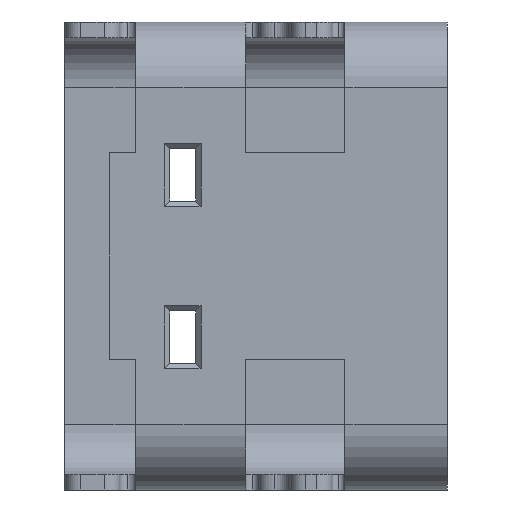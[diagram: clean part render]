
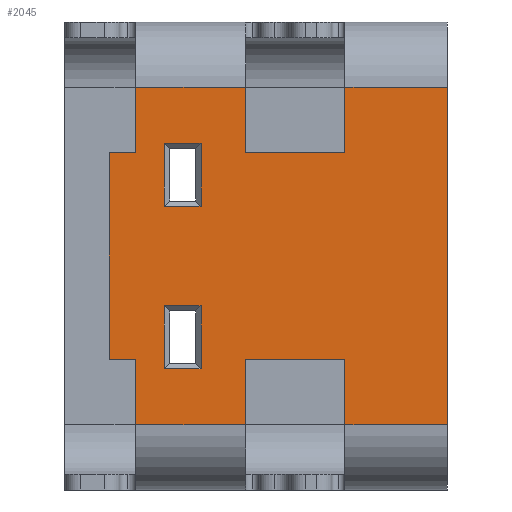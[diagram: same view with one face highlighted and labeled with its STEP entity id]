
A CAD part, front view. The second image highlights one B-rep face of the part: STEP entity #2045.
In plain terms, the highlighted planar face has unit normal (0, -1, 0).
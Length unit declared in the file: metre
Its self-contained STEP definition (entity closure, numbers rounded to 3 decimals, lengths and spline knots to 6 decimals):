
#188=ORIENTED_EDGE('',*,*,#808,.T.);
#189=ORIENTED_EDGE('',*,*,#809,.T.);
#190=ORIENTED_EDGE('',*,*,#810,.T.);
#191=ORIENTED_EDGE('',*,*,#811,.T.);
#192=ORIENTED_EDGE('',*,*,#812,.T.);
#193=ORIENTED_EDGE('',*,*,#813,.T.);
#194=ORIENTED_EDGE('',*,*,#814,.T.);
#195=ORIENTED_EDGE('',*,*,#815,.T.);
#196=ORIENTED_EDGE('',*,*,#816,.F.);
#197=ORIENTED_EDGE('',*,*,#817,.F.);
#198=ORIENTED_EDGE('',*,*,#818,.F.);
#199=ORIENTED_EDGE('',*,*,#819,.T.);
#200=ORIENTED_EDGE('',*,*,#820,.T.);
#201=ORIENTED_EDGE('',*,*,#821,.T.);
#202=ORIENTED_EDGE('',*,*,#822,.F.);
#203=ORIENTED_EDGE('',*,*,#823,.F.);
#204=ORIENTED_EDGE('',*,*,#824,.T.);
#205=ORIENTED_EDGE('',*,*,#825,.F.);
#206=ORIENTED_EDGE('',*,*,#826,.T.);
#207=ORIENTED_EDGE('',*,*,#827,.T.);
#208=ORIENTED_EDGE('',*,*,#828,.F.);
#209=ORIENTED_EDGE('',*,*,#829,.F.);
#210=ORIENTED_EDGE('',*,*,#830,.T.);
#211=ORIENTED_EDGE('',*,*,#831,.F.);
#808=EDGE_CURVE('',#1116,#1117,#1296,.T.);
#809=EDGE_CURVE('',#1117,#1118,#1297,.T.);
#810=EDGE_CURVE('',#1118,#1119,#1298,.T.);
#811=EDGE_CURVE('',#1119,#1116,#1299,.T.);
#812=EDGE_CURVE('',#1120,#1121,#1300,.T.);
#813=EDGE_CURVE('',#1121,#1122,#1301,.T.);
#814=EDGE_CURVE('',#1122,#1123,#1302,.T.);
#815=EDGE_CURVE('',#1123,#1120,#1303,.T.);
#816=EDGE_CURVE('',#1124,#1125,#1304,.T.);
#817=EDGE_CURVE('',#1126,#1124,#1305,.T.);
#818=EDGE_CURVE('',#1127,#1126,#1306,.T.);
#819=EDGE_CURVE('',#1127,#1128,#1307,.T.);
#820=EDGE_CURVE('',#1128,#1129,#1308,.F.);
#821=EDGE_CURVE('',#1129,#1130,#1309,.T.);
#822=EDGE_CURVE('',#1131,#1130,#1310,.T.);
#823=EDGE_CURVE('',#1132,#1131,#1311,.T.);
#824=EDGE_CURVE('',#1132,#1133,#1312,.F.);
#825=EDGE_CURVE('',#1134,#1133,#1313,.T.);
#826=EDGE_CURVE('',#1134,#1135,#1314,.T.);
#827=EDGE_CURVE('',#1135,#1136,#1315,.T.);
#828=EDGE_CURVE('',#1137,#1136,#1316,.T.);
#829=EDGE_CURVE('',#1138,#1137,#1317,.T.);
#830=EDGE_CURVE('',#1138,#1139,#1318,.T.);
#831=EDGE_CURVE('',#1125,#1139,#1319,.T.);
#1116=VERTEX_POINT('',#3071);
#1117=VERTEX_POINT('',#3072);
#1118=VERTEX_POINT('',#3074);
#1119=VERTEX_POINT('',#3076);
#1120=VERTEX_POINT('',#3079);
#1121=VERTEX_POINT('',#3080);
#1122=VERTEX_POINT('',#3082);
#1123=VERTEX_POINT('',#3084);
#1124=VERTEX_POINT('',#3087);
#1125=VERTEX_POINT('',#3088);
#1126=VERTEX_POINT('',#3090);
#1127=VERTEX_POINT('',#3092);
#1128=VERTEX_POINT('',#3094);
#1129=VERTEX_POINT('',#3096);
#1130=VERTEX_POINT('',#3098);
#1131=VERTEX_POINT('',#3100);
#1132=VERTEX_POINT('',#3102);
#1133=VERTEX_POINT('',#3104);
#1134=VERTEX_POINT('',#3106);
#1135=VERTEX_POINT('',#3108);
#1136=VERTEX_POINT('',#3110);
#1137=VERTEX_POINT('',#3112);
#1138=VERTEX_POINT('',#3114);
#1139=VERTEX_POINT('',#3116);
#1296=LINE('',#3070,#1532);
#1297=LINE('',#3073,#1533);
#1298=LINE('',#3075,#1534);
#1299=LINE('',#3077,#1535);
#1300=LINE('',#3078,#1536);
#1301=LINE('',#3081,#1537);
#1302=LINE('',#3083,#1538);
#1303=LINE('',#3085,#1539);
#1304=LINE('',#3086,#1540);
#1305=LINE('',#3089,#1541);
#1306=LINE('',#3091,#1542);
#1307=LINE('',#3093,#1543);
#1308=LINE('',#3095,#1544);
#1309=LINE('',#3097,#1545);
#1310=LINE('',#3099,#1546);
#1311=LINE('',#3101,#1547);
#1312=LINE('',#3103,#1548);
#1313=LINE('',#3105,#1549);
#1314=LINE('',#3107,#1550);
#1315=LINE('',#3109,#1551);
#1316=LINE('',#3111,#1552);
#1317=LINE('',#3113,#1553);
#1318=LINE('',#3115,#1554);
#1319=LINE('',#3117,#1555);
#1532=VECTOR('',#2440,1.);
#1533=VECTOR('',#2441,1.);
#1534=VECTOR('',#2442,1.);
#1535=VECTOR('',#2443,1.);
#1536=VECTOR('',#2444,1.);
#1537=VECTOR('',#2445,1.);
#1538=VECTOR('',#2446,1.);
#1539=VECTOR('',#2447,1.);
#1540=VECTOR('',#2448,1.);
#1541=VECTOR('',#2449,1.);
#1542=VECTOR('',#2450,1.);
#1543=VECTOR('',#2451,1.);
#1544=VECTOR('',#2452,1.);
#1545=VECTOR('',#2453,1.);
#1546=VECTOR('',#2454,1.);
#1547=VECTOR('',#2455,1.);
#1548=VECTOR('',#2456,1.);
#1549=VECTOR('',#2457,1.);
#1550=VECTOR('',#2458,1.);
#1551=VECTOR('',#2459,1.);
#1552=VECTOR('',#2460,1.);
#1553=VECTOR('',#2461,1.);
#1554=VECTOR('',#2462,1.);
#1555=VECTOR('',#2463,1.);
#1740=EDGE_LOOP('',(#188,#189,#190,#191));
#1741=EDGE_LOOP('',(#192,#193,#194,#195));
#1742=EDGE_LOOP('',(#196,#197,#198,#199,#200,#201,#202,#203,#204,#205,#206,
#207,#208,#209,#210,#211));
#1858=FACE_BOUND('',#1740,.T.);
#1859=FACE_BOUND('',#1741,.T.);
#1860=FACE_BOUND('',#1742,.T.);
#1976=PLANE('',#2191);
#2045=ADVANCED_FACE('',(#1858,#1859,#1860),#1976,.F.);
#2191=AXIS2_PLACEMENT_3D('',#3069,#2438,#2439);
#2438=DIRECTION('',(0.,1.,0.));
#2439=DIRECTION('',(0.,0.,1.));
#2440=DIRECTION('',(-1.,0.,0.));
#2441=DIRECTION('',(0.,0.,1.));
#2442=DIRECTION('',(1.,0.,0.));
#2443=DIRECTION('',(0.,0.,-1.));
#2444=DIRECTION('',(0.,0.,-1.));
#2445=DIRECTION('',(-1.,0.,0.));
#2446=DIRECTION('',(0.,0.,1.));
#2447=DIRECTION('',(1.,0.,0.));
#2448=DIRECTION('',(1.,0.,0.));
#2449=DIRECTION('',(0.,0.,1.));
#2450=DIRECTION('',(-1.,0.,0.));
#2451=DIRECTION('',(0.,0.,-1.));
#2452=DIRECTION('',(-1.,0.,0.));
#2453=DIRECTION('',(0.,0.,1.));
#2454=DIRECTION('',(-1.,0.,0.));
#2455=DIRECTION('',(0.,0.,1.));
#2456=DIRECTION('',(-1.,0.,0.));
#2457=DIRECTION('',(0.,0.,-1.));
#2458=DIRECTION('',(-1.,0.,0.));
#2459=DIRECTION('',(0.,0.,-1.));
#2460=DIRECTION('',(1.,0.,0.));
#2461=DIRECTION('',(0.,0.,-1.));
#2462=DIRECTION('',(-1.,0.,0.));
#2463=DIRECTION('',(0.,0.,1.));
#3069=CARTESIAN_POINT('',(0.02386,0.,0.00447));
#3070=CARTESIAN_POINT('',(0.02386,0.,-0.00215));
#3071=CARTESIAN_POINT('',(0.01916,0.,-0.00215));
#3072=CARTESIAN_POINT('',(0.01846,0.,-0.00215));
#3073=CARTESIAN_POINT('',(0.01846,0.,0.00447));
#3074=CARTESIAN_POINT('',(0.01846,0.,-0.00095));
#3075=CARTESIAN_POINT('',(0.02386,0.,-0.00095));
#3076=CARTESIAN_POINT('',(0.01916,0.,-0.00095));
#3077=CARTESIAN_POINT('',(0.01916,0.,0.00447));
#3078=CARTESIAN_POINT('',(0.01916,0.,0.00447));
#3079=CARTESIAN_POINT('',(0.01916,0.,0.00215));
#3080=CARTESIAN_POINT('',(0.01916,0.,0.00095));
#3081=CARTESIAN_POINT('',(0.02386,0.,0.00095));
#3082=CARTESIAN_POINT('',(0.01846,0.,0.00095));
#3083=CARTESIAN_POINT('',(0.01846,0.,0.00447));
#3084=CARTESIAN_POINT('',(0.01846,0.,0.00215));
#3085=CARTESIAN_POINT('',(0.02386,0.,0.00215));
#3086=CARTESIAN_POINT('',(0.02386,0.,0.00197));
#3087=CARTESIAN_POINT('',(0.01741,0.,0.00197));
#3088=CARTESIAN_POINT('',(0.01791,0.,0.00197));
#3089=CARTESIAN_POINT('',(0.01741,0.,-0.00197));
#3090=CARTESIAN_POINT('',(0.01741,0.,-0.00197));
#3091=CARTESIAN_POINT('',(0.02386,0.,-0.00197));
#3092=CARTESIAN_POINT('',(0.01791,0.,-0.00197));
#3093=CARTESIAN_POINT('',(0.01791,0.,0.00447));
#3094=CARTESIAN_POINT('',(0.01791,0.,-0.00322));
#3095=CARTESIAN_POINT('',(0.02386,0.,-0.00322));
#3096=CARTESIAN_POINT('',(0.02001,0.,-0.00322));
#3097=CARTESIAN_POINT('',(0.02001,0.,0.00447));
#3098=CARTESIAN_POINT('',(0.02001,0.,-0.00197));
#3099=CARTESIAN_POINT('',(0.02386,0.,-0.00197));
#3100=CARTESIAN_POINT('',(0.02191,0.,-0.00197));
#3101=CARTESIAN_POINT('',(0.02191,0.,0.00447));
#3102=CARTESIAN_POINT('',(0.02191,0.,-0.00322));
#3103=CARTESIAN_POINT('',(0.02386,0.,-0.00322));
#3104=CARTESIAN_POINT('',(0.02386,0.,-0.00322));
#3105=CARTESIAN_POINT('',(0.02386,0.,0.00447));
#3106=CARTESIAN_POINT('',(0.02386,0.,0.00322));
#3107=CARTESIAN_POINT('',(0.02386,0.,0.00322));
#3108=CARTESIAN_POINT('',(0.02191,0.,0.00322));
#3109=CARTESIAN_POINT('',(0.02191,0.,0.00447));
#3110=CARTESIAN_POINT('',(0.02191,0.,0.00197));
#3111=CARTESIAN_POINT('',(0.02386,0.,0.00197));
#3112=CARTESIAN_POINT('',(0.02001,0.,0.00197));
#3113=CARTESIAN_POINT('',(0.02001,0.,0.00447));
#3114=CARTESIAN_POINT('',(0.02001,0.,0.00322));
#3115=CARTESIAN_POINT('',(0.02386,0.,0.00322));
#3116=CARTESIAN_POINT('',(0.01791,0.,0.00322));
#3117=CARTESIAN_POINT('',(0.01791,0.,0.00447));
